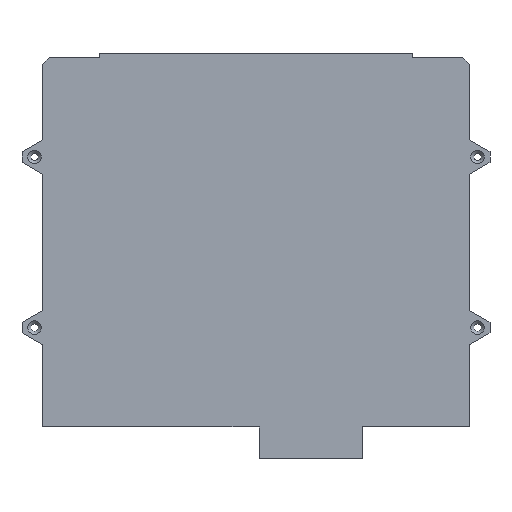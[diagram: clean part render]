
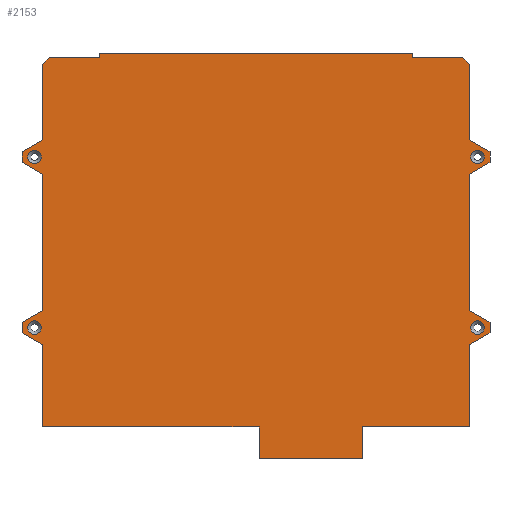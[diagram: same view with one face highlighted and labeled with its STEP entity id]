
A CAD part, front view. The second image highlights one B-rep face of the part: STEP entity #2153.
In plain terms, the highlighted planar face has unit normal (0, -1, 0).
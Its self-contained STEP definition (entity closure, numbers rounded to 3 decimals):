
#31=FACE_BOUND('',#281,.T.);
#32=FACE_BOUND('',#282,.T.);
#33=FACE_BOUND('',#283,.T.);
#34=FACE_BOUND('',#284,.T.);
#64=PLANE('',#2295);
#162=FACE_OUTER_BOUND('',#280,.T.);
#280=EDGE_LOOP('',(#1672,#1673,#1674,#1675,#1676,#1677,#1678,#1679,#1680,
#1681,#1682,#1683,#1684,#1685,#1686,#1687,#1688,#1689,#1690,#1691,#1692,
#1693,#1694,#1695,#1696,#1697,#1698,#1699,#1700,#1701));
#281=EDGE_LOOP('',(#1702));
#282=EDGE_LOOP('',(#1703));
#283=EDGE_LOOP('',(#1704));
#284=EDGE_LOOP('',(#1705));
#494=LINE('',#3251,#774);
#497=LINE('',#3256,#777);
#499=LINE('',#3260,#779);
#500=LINE('',#3262,#780);
#501=LINE('',#3264,#781);
#502=LINE('',#3266,#782);
#503=LINE('',#3268,#783);
#504=LINE('',#3270,#784);
#505=LINE('',#3272,#785);
#506=LINE('',#3274,#786);
#507=LINE('',#3276,#787);
#508=LINE('',#3278,#788);
#509=LINE('',#3280,#789);
#510=LINE('',#3282,#790);
#511=LINE('',#3284,#791);
#512=LINE('',#3286,#792);
#513=LINE('',#3288,#793);
#514=LINE('',#3290,#794);
#515=LINE('',#3292,#795);
#516=LINE('',#3294,#796);
#517=LINE('',#3296,#797);
#518=LINE('',#3298,#798);
#519=LINE('',#3300,#799);
#520=LINE('',#3302,#800);
#521=LINE('',#3304,#801);
#522=LINE('',#3306,#802);
#523=LINE('',#3308,#803);
#524=LINE('',#3310,#804);
#525=LINE('',#3312,#805);
#526=LINE('',#3313,#806);
#774=VECTOR('',#2605,10.);
#777=VECTOR('',#2610,10.);
#779=VECTOR('',#2614,10.);
#780=VECTOR('',#2615,10.);
#781=VECTOR('',#2616,10.);
#782=VECTOR('',#2617,10.);
#783=VECTOR('',#2618,10.);
#784=VECTOR('',#2619,10.);
#785=VECTOR('',#2620,10.);
#786=VECTOR('',#2621,10.);
#787=VECTOR('',#2622,10.);
#788=VECTOR('',#2623,10.);
#789=VECTOR('',#2624,10.);
#790=VECTOR('',#2625,10.);
#791=VECTOR('',#2626,10.);
#792=VECTOR('',#2627,10.);
#793=VECTOR('',#2628,10.);
#794=VECTOR('',#2629,10.);
#795=VECTOR('',#2630,10.);
#796=VECTOR('',#2631,10.);
#797=VECTOR('',#2632,10.);
#798=VECTOR('',#2633,10.);
#799=VECTOR('',#2634,10.);
#800=VECTOR('',#2635,10.);
#801=VECTOR('',#2636,10.);
#802=VECTOR('',#2637,10.);
#803=VECTOR('',#2638,10.);
#804=VECTOR('',#2639,10.);
#805=VECTOR('',#2640,10.);
#806=VECTOR('',#2641,10.);
#948=CIRCLE('',#2296,3.);
#949=CIRCLE('',#2297,3.);
#950=CIRCLE('',#2298,3.);
#951=CIRCLE('',#2299,3.);
#1074=VERTEX_POINT('',#3248);
#1075=VERTEX_POINT('',#3250);
#1076=VERTEX_POINT('',#3255);
#1077=VERTEX_POINT('',#3259);
#1078=VERTEX_POINT('',#3261);
#1079=VERTEX_POINT('',#3263);
#1080=VERTEX_POINT('',#3265);
#1081=VERTEX_POINT('',#3267);
#1082=VERTEX_POINT('',#3269);
#1083=VERTEX_POINT('',#3271);
#1084=VERTEX_POINT('',#3273);
#1085=VERTEX_POINT('',#3275);
#1086=VERTEX_POINT('',#3277);
#1087=VERTEX_POINT('',#3279);
#1088=VERTEX_POINT('',#3281);
#1089=VERTEX_POINT('',#3283);
#1090=VERTEX_POINT('',#3285);
#1091=VERTEX_POINT('',#3287);
#1092=VERTEX_POINT('',#3289);
#1093=VERTEX_POINT('',#3291);
#1094=VERTEX_POINT('',#3293);
#1095=VERTEX_POINT('',#3295);
#1096=VERTEX_POINT('',#3297);
#1097=VERTEX_POINT('',#3299);
#1098=VERTEX_POINT('',#3301);
#1099=VERTEX_POINT('',#3303);
#1100=VERTEX_POINT('',#3305);
#1101=VERTEX_POINT('',#3307);
#1102=VERTEX_POINT('',#3309);
#1103=VERTEX_POINT('',#3311);
#1104=VERTEX_POINT('',#3314);
#1105=VERTEX_POINT('',#3316);
#1106=VERTEX_POINT('',#3318);
#1107=VERTEX_POINT('',#3320);
#1306=EDGE_CURVE('',#1075,#1074,#494,.T.);
#1309=EDGE_CURVE('',#1076,#1075,#497,.T.);
#1311=EDGE_CURVE('',#1074,#1077,#499,.T.);
#1312=EDGE_CURVE('',#1078,#1077,#500,.T.);
#1313=EDGE_CURVE('',#1079,#1078,#501,.T.);
#1314=EDGE_CURVE('',#1080,#1079,#502,.T.);
#1315=EDGE_CURVE('',#1080,#1081,#503,.T.);
#1316=EDGE_CURVE('',#1081,#1082,#504,.T.);
#1317=EDGE_CURVE('',#1082,#1083,#505,.F.);
#1318=EDGE_CURVE('',#1083,#1084,#506,.T.);
#1319=EDGE_CURVE('',#1084,#1085,#507,.T.);
#1320=EDGE_CURVE('',#1086,#1085,#508,.T.);
#1321=EDGE_CURVE('',#1086,#1087,#509,.T.);
#1322=EDGE_CURVE('',#1087,#1088,#510,.T.);
#1323=EDGE_CURVE('',#1088,#1089,#511,.T.);
#1324=EDGE_CURVE('',#1089,#1090,#512,.T.);
#1325=EDGE_CURVE('',#1090,#1091,#513,.T.);
#1326=EDGE_CURVE('',#1092,#1091,#514,.T.);
#1327=EDGE_CURVE('',#1092,#1093,#515,.T.);
#1328=EDGE_CURVE('',#1094,#1093,#516,.T.);
#1329=EDGE_CURVE('',#1095,#1094,#517,.T.);
#1330=EDGE_CURVE('',#1096,#1095,#518,.T.);
#1331=EDGE_CURVE('',#1096,#1097,#519,.T.);
#1332=EDGE_CURVE('',#1097,#1098,#520,.T.);
#1333=EDGE_CURVE('',#1098,#1099,#521,.F.);
#1334=EDGE_CURVE('',#1099,#1100,#522,.T.);
#1335=EDGE_CURVE('',#1100,#1101,#523,.T.);
#1336=EDGE_CURVE('',#1101,#1102,#524,.T.);
#1337=EDGE_CURVE('',#1102,#1103,#525,.T.);
#1338=EDGE_CURVE('',#1103,#1076,#526,.T.);
#1339=EDGE_CURVE('',#1104,#1104,#948,.T.);
#1340=EDGE_CURVE('',#1105,#1105,#949,.T.);
#1341=EDGE_CURVE('',#1106,#1106,#950,.T.);
#1342=EDGE_CURVE('',#1107,#1107,#951,.T.);
#1672=ORIENTED_EDGE('',*,*,#1309,.T.);
#1673=ORIENTED_EDGE('',*,*,#1306,.T.);
#1674=ORIENTED_EDGE('',*,*,#1311,.T.);
#1675=ORIENTED_EDGE('',*,*,#1312,.F.);
#1676=ORIENTED_EDGE('',*,*,#1313,.F.);
#1677=ORIENTED_EDGE('',*,*,#1314,.F.);
#1678=ORIENTED_EDGE('',*,*,#1315,.T.);
#1679=ORIENTED_EDGE('',*,*,#1316,.T.);
#1680=ORIENTED_EDGE('',*,*,#1317,.T.);
#1681=ORIENTED_EDGE('',*,*,#1318,.T.);
#1682=ORIENTED_EDGE('',*,*,#1319,.T.);
#1683=ORIENTED_EDGE('',*,*,#1320,.F.);
#1684=ORIENTED_EDGE('',*,*,#1321,.T.);
#1685=ORIENTED_EDGE('',*,*,#1322,.T.);
#1686=ORIENTED_EDGE('',*,*,#1323,.T.);
#1687=ORIENTED_EDGE('',*,*,#1324,.T.);
#1688=ORIENTED_EDGE('',*,*,#1325,.T.);
#1689=ORIENTED_EDGE('',*,*,#1326,.F.);
#1690=ORIENTED_EDGE('',*,*,#1327,.T.);
#1691=ORIENTED_EDGE('',*,*,#1328,.F.);
#1692=ORIENTED_EDGE('',*,*,#1329,.F.);
#1693=ORIENTED_EDGE('',*,*,#1330,.F.);
#1694=ORIENTED_EDGE('',*,*,#1331,.T.);
#1695=ORIENTED_EDGE('',*,*,#1332,.T.);
#1696=ORIENTED_EDGE('',*,*,#1333,.T.);
#1697=ORIENTED_EDGE('',*,*,#1334,.T.);
#1698=ORIENTED_EDGE('',*,*,#1335,.T.);
#1699=ORIENTED_EDGE('',*,*,#1336,.T.);
#1700=ORIENTED_EDGE('',*,*,#1337,.T.);
#1701=ORIENTED_EDGE('',*,*,#1338,.T.);
#1702=ORIENTED_EDGE('',*,*,#1339,.T.);
#1703=ORIENTED_EDGE('',*,*,#1340,.T.);
#1704=ORIENTED_EDGE('',*,*,#1341,.T.);
#1705=ORIENTED_EDGE('',*,*,#1342,.T.);
#2153=ADVANCED_FACE('',(#162,#31,#32,#33,#34),#64,.T.);
#2295=AXIS2_PLACEMENT_3D('',#3258,#2612,#2613);
#2296=AXIS2_PLACEMENT_3D('',#3315,#2642,#2643);
#2297=AXIS2_PLACEMENT_3D('',#3317,#2644,#2645);
#2298=AXIS2_PLACEMENT_3D('',#3319,#2646,#2647);
#2299=AXIS2_PLACEMENT_3D('',#3321,#2648,#2649);
#2605=DIRECTION('',(1.,0.,0.));
#2610=DIRECTION('',(0.,0.,1.));
#2612=DIRECTION('center_axis',(0.,-1.,0.));
#2613=DIRECTION('ref_axis',(0.,0.,-1.));
#2614=DIRECTION('',(0.,0.,1.));
#2615=DIRECTION('',(-0.866,0.,-0.5));
#2616=DIRECTION('',(0.,0.,-1.));
#2617=DIRECTION('',(0.866,0.,-0.5));
#2618=DIRECTION('',(0.,0.,1.));
#2619=DIRECTION('',(0.866,0.,0.5));
#2620=DIRECTION('',(0.,0.,-1.));
#2621=DIRECTION('',(-0.866,0.,0.5));
#2622=DIRECTION('',(0.,0.,1.));
#2623=DIRECTION('',(0.707,0.,-0.707));
#2624=DIRECTION('',(-1.,0.,0.));
#2625=DIRECTION('',(0.,0.,1.));
#2626=DIRECTION('',(-1.,0.,0.));
#2627=DIRECTION('',(0.,0.,-1.));
#2628=DIRECTION('',(-1.,0.,0.));
#2629=DIRECTION('',(0.707,0.,0.707));
#2630=DIRECTION('',(0.,0.,-1.));
#2631=DIRECTION('',(0.866,0.,0.5));
#2632=DIRECTION('',(0.,0.,1.));
#2633=DIRECTION('',(-0.866,0.,0.5));
#2634=DIRECTION('',(0.,0.,-1.));
#2635=DIRECTION('',(-0.866,0.,-0.5));
#2636=DIRECTION('',(0.,0.,1.));
#2637=DIRECTION('',(0.866,0.,-0.5));
#2638=DIRECTION('',(0.,0.,-1.));
#2639=DIRECTION('',(1.,0.,0.));
#2640=DIRECTION('',(0.,0.,-1.));
#2641=DIRECTION('',(1.,0.,0.));
#2642=DIRECTION('center_axis',(0.,1.,0.));
#2643=DIRECTION('ref_axis',(1.,0.,0.));
#2644=DIRECTION('center_axis',(0.,1.,0.));
#2645=DIRECTION('ref_axis',(1.,0.,0.));
#2646=DIRECTION('center_axis',(0.,1.,0.));
#2647=DIRECTION('ref_axis',(1.,0.,0.));
#2648=DIRECTION('center_axis',(0.,1.,0.));
#2649=DIRECTION('ref_axis',(1.,0.,0.));
#3248=CARTESIAN_POINT('',(182.8,-5.,-132.));
#3250=CARTESIAN_POINT('',(135.652,-5.,-132.));
#3251=CARTESIAN_POINT('',(138.043,-5.,-132.));
#3255=CARTESIAN_POINT('',(135.652,-5.,-146.013));
#3256=CARTESIAN_POINT('',(135.652,-5.,-134.328));
#3258=CARTESIAN_POINT('Origin',(136.386,-5.,-136.657));
#3259=CARTESIAN_POINT('',(182.8,-5.,-95.841));
#3260=CARTESIAN_POINT('',(182.8,-5.,-132.));
#3261=CARTESIAN_POINT('',(191.8,-5.,-90.645));
#3262=CARTESIAN_POINT('',(189.8,-5.,-91.8));
#3263=CARTESIAN_POINT('',(191.8,-5.,-85.955));
#3264=CARTESIAN_POINT('',(191.8,-5.,-110.728));
#3265=CARTESIAN_POINT('',(182.8,-5.,-80.759));
#3266=CARTESIAN_POINT('',(182.8,-5.,-80.759));
#3267=CARTESIAN_POINT('',(182.8,-5.,-20.841));
#3268=CARTESIAN_POINT('',(182.8,-5.,-132.));
#3269=CARTESIAN_POINT('',(191.8,-5.,-15.645));
#3270=CARTESIAN_POINT('',(182.8,-5.,-20.841));
#3271=CARTESIAN_POINT('',(191.8,-5.,-10.955));
#3272=CARTESIAN_POINT('',(191.8,-5.,-73.228));
#3273=CARTESIAN_POINT('',(182.8,-5.,-5.759));
#3274=CARTESIAN_POINT('',(189.8,-5.,-9.8));
#3275=CARTESIAN_POINT('',(182.8,-5.,27.4));
#3276=CARTESIAN_POINT('',(182.8,-5.,-132.));
#3277=CARTESIAN_POINT('',(179.8,-5.,30.4));
#3278=CARTESIAN_POINT('',(211.461,-5.,-1.261));
#3279=CARTESIAN_POINT('',(157.8,-5.,30.4));
#3280=CARTESIAN_POINT('',(182.8,-5.,30.4));
#3281=CARTESIAN_POINT('',(157.8,-5.,32.4));
#3282=CARTESIAN_POINT('',(157.8,-5.,30.4));
#3283=CARTESIAN_POINT('',(20.,-5.,32.4));
#3284=CARTESIAN_POINT('',(157.8,-5.,32.4));
#3285=CARTESIAN_POINT('',(20.,-5.,30.4));
#3286=CARTESIAN_POINT('',(20.,-5.,30.4));
#3287=CARTESIAN_POINT('',(-2.,-5.,30.4));
#3288=CARTESIAN_POINT('',(182.8,-5.,30.4));
#3289=CARTESIAN_POINT('',(-5.,-5.,27.4));
#3290=CARTESIAN_POINT('',(-9.918,-5.,22.482));
#3291=CARTESIAN_POINT('',(-5.,-5.,-5.759));
#3292=CARTESIAN_POINT('',(-5.,-5.,30.4));
#3293=CARTESIAN_POINT('',(-14.,-5.,-10.955));
#3294=CARTESIAN_POINT('',(-12.,-5.,-9.8));
#3295=CARTESIAN_POINT('',(-14.,-5.,-15.645));
#3296=CARTESIAN_POINT('',(-14.,-5.,-76.728));
#3297=CARTESIAN_POINT('',(-5.,-5.,-20.841));
#3298=CARTESIAN_POINT('',(-5.,-5.,-20.841));
#3299=CARTESIAN_POINT('',(-5.,-5.,-80.759));
#3300=CARTESIAN_POINT('',(-5.,-5.,30.4));
#3301=CARTESIAN_POINT('',(-14.,-5.,-85.955));
#3302=CARTESIAN_POINT('',(-5.,-5.,-80.759));
#3303=CARTESIAN_POINT('',(-14.,-5.,-90.645));
#3304=CARTESIAN_POINT('',(-14.,-5.,-114.228));
#3305=CARTESIAN_POINT('',(-5.,-5.,-95.841));
#3306=CARTESIAN_POINT('',(-12.,-5.,-91.8));
#3307=CARTESIAN_POINT('',(-5.,-5.,-132.));
#3308=CARTESIAN_POINT('',(-5.,-5.,30.4));
#3309=CARTESIAN_POINT('',(90.252,-5.,-132.));
#3310=CARTESIAN_POINT('',(-5.,-5.,-132.));
#3311=CARTESIAN_POINT('',(90.252,-5.,-146.013));
#3312=CARTESIAN_POINT('',(90.252,-5.,-132.));
#3313=CARTESIAN_POINT('',(90.252,-5.,-146.013));
#3314=CARTESIAN_POINT('',(-11.5,-5.,-13.3));
#3315=CARTESIAN_POINT('Origin',(-8.5,-5.,-13.3));
#3316=CARTESIAN_POINT('',(183.3,-5.,-13.3));
#3317=CARTESIAN_POINT('Origin',(186.3,-5.,-13.3));
#3318=CARTESIAN_POINT('',(-11.5,-5.,-88.3));
#3319=CARTESIAN_POINT('Origin',(-8.5,-5.,-88.3));
#3320=CARTESIAN_POINT('',(183.3,-5.,-88.3));
#3321=CARTESIAN_POINT('Origin',(186.3,-5.,-88.3));
